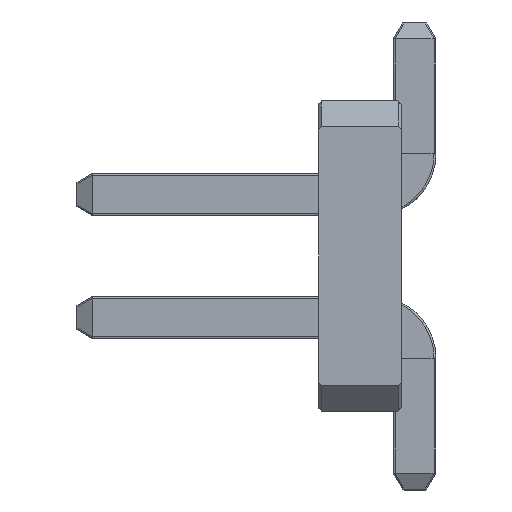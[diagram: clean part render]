
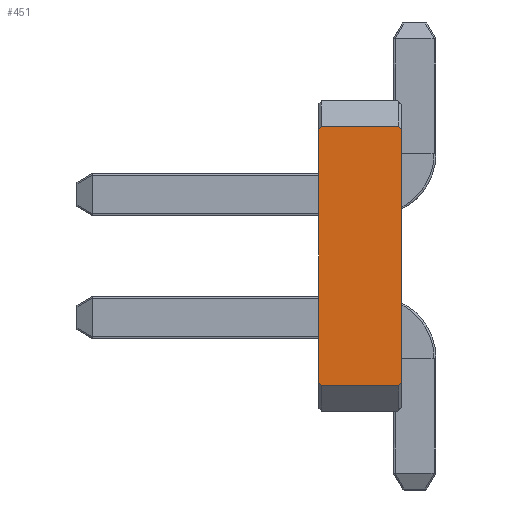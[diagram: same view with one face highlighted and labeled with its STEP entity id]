
A CAD part, left-side view. The second image highlights one B-rep face of the part: STEP entity #451.
In plain terms, the highlighted planar face has unit normal (-1, 0, 0).
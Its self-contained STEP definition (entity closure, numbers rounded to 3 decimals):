
#69 = VECTOR ( 'NONE', #1820, 1000. ) ;
#82 = ORIENTED_EDGE ( 'NONE', *, *, #1625, .T. ) ;
#86 = CARTESIAN_POINT ( 'NONE',  ( -0.635, 0.85, -1.34 ) ) ;
#114 = VECTOR ( 'NONE', #2943, 1000. ) ;
#139 = EDGE_CURVE ( 'NONE', #785, #316, #764, .T. ) ;
#208 = ORIENTED_EDGE ( 'NONE', *, *, #953, .T. ) ;
#226 = EDGE_CURVE ( 'NONE', #2682, #987, #854, .T. ) ;
#316 = VERTEX_POINT ( 'NONE', #1900 ) ;
#399 = CARTESIAN_POINT ( 'NONE',  ( -0.635, 0.85, -1.34 ) ) ;
#451 = ADVANCED_FACE ( 'NONE', ( #1723 ), #2776, .F. ) ;
#471 = CARTESIAN_POINT ( 'NONE',  ( -0.635, 0.85, 1.305 ) ) ;
#556 = LINE ( 'NONE', #86, #2456 ) ;
#603 = LINE ( 'NONE', #863, #2793 ) ;
#658 = EDGE_LOOP ( 'NONE', ( #875, #975, #3364, #208, #1462, #82, #1463, #3080 ) ) ;
#675 = EDGE_CURVE ( 'NONE', #987, #3107, #556, .T. ) ;
#714 = VECTOR ( 'NONE', #3268, 1000. ) ;
#730 = CARTESIAN_POINT ( 'NONE',  ( -0.635, 1.008, 1.081 ) ) ;
#747 = DIRECTION ( 'NONE',  ( 0., 0.577, -0.816 ) ) ;
#764 = LINE ( 'NONE', #1606, #2541 ) ;
#785 = VERTEX_POINT ( 'NONE', #1796 ) ;
#801 = DIRECTION ( 'NONE',  ( 0., 0.577, 0.816 ) ) ;
#854 = LINE ( 'NONE', #3010, #714 ) ;
#863 = CARTESIAN_POINT ( 'NONE',  ( -0.635, 0., -1.34 ) ) ;
#875 = ORIENTED_EDGE ( 'NONE', *, *, #3216, .F. ) ;
#877 = VERTEX_POINT ( 'NONE', #471 ) ;
#953 = EDGE_CURVE ( 'NONE', #3107, #3334, #1924, .T. ) ;
#974 = EDGE_CURVE ( 'NONE', #3334, #2538, #603, .T. ) ;
#975 = ORIENTED_EDGE ( 'NONE', *, *, #226, .T. ) ;
#987 = VERTEX_POINT ( 'NONE', #1110 ) ;
#1043 = CARTESIAN_POINT ( 'NONE',  ( -0.635, 0.025, 1.34 ) ) ;
#1110 = CARTESIAN_POINT ( 'NONE',  ( -0.635, 0.825, -1.34 ) ) ;
#1123 = LINE ( 'NONE', #1043, #1671 ) ;
#1221 = DIRECTION ( 'NONE',  ( 0., 0., -1. ) ) ;
#1272 = EDGE_CURVE ( 'NONE', #785, #877, #2376, .T. ) ;
#1359 = DIRECTION ( 'NONE',  ( 0., -1., 0. ) ) ;
#1462 = ORIENTED_EDGE ( 'NONE', *, *, #974, .T. ) ;
#1463 = ORIENTED_EDGE ( 'NONE', *, *, #139, .F. ) ;
#1606 = CARTESIAN_POINT ( 'NONE',  ( -0.635, 0.85, 1.34 ) ) ;
#1625 = EDGE_CURVE ( 'NONE', #2538, #316, #1123, .T. ) ;
#1635 = DIRECTION ( 'NONE',  ( 0., -1., 0. ) ) ;
#1647 = DIRECTION ( 'NONE',  ( 0., 0., 1. ) ) ;
#1671 = VECTOR ( 'NONE', #801, 1000. ) ;
#1723 = FACE_OUTER_BOUND ( 'NONE', #658, .T. ) ;
#1796 = CARTESIAN_POINT ( 'NONE',  ( -0.635, 0.825, 1.34 ) ) ;
#1820 = DIRECTION ( 'NONE',  ( 0., 0., 1. ) ) ;
#1871 = LINE ( 'NONE', #2912, #69 ) ;
#1900 = CARTESIAN_POINT ( 'NONE',  ( -0.635, 0.025, 1.34 ) ) ;
#1924 = LINE ( 'NONE', #3259, #114 ) ;
#2018 = CARTESIAN_POINT ( 'NONE',  ( -0.635, 0., -1.305 ) ) ;
#2176 = CARTESIAN_POINT ( 'NONE',  ( -0.635, 0.025, -1.34 ) ) ;
#2256 = CARTESIAN_POINT ( 'NONE',  ( -0.635, 0., 1.305 ) ) ;
#2376 = LINE ( 'NONE', #730, #3155 ) ;
#2456 = VECTOR ( 'NONE', #1635, 1000. ) ;
#2508 = DIRECTION ( 'NONE',  ( 1., 0., 0. ) ) ;
#2538 = VERTEX_POINT ( 'NONE', #2256 ) ;
#2541 = VECTOR ( 'NONE', #1359, 1000. ) ;
#2598 = CARTESIAN_POINT ( 'NONE',  ( -0.635, 0.85, -1.305 ) ) ;
#2682 = VERTEX_POINT ( 'NONE', #2598 ) ;
#2776 = PLANE ( 'NONE',  #2813 ) ;
#2793 = VECTOR ( 'NONE', #1647, 1000. ) ;
#2813 = AXIS2_PLACEMENT_3D ( 'NONE', #399, #2508, #1221 ) ;
#2912 = CARTESIAN_POINT ( 'NONE',  ( -0.635, 0.85, -1.34 ) ) ;
#2943 = DIRECTION ( 'NONE',  ( 0., -0.577, 0.816 ) ) ;
#3010 = CARTESIAN_POINT ( 'NONE',  ( -0.635, 1.008, -1.081 ) ) ;
#3080 = ORIENTED_EDGE ( 'NONE', *, *, #1272, .T. ) ;
#3107 = VERTEX_POINT ( 'NONE', #2176 ) ;
#3155 = VECTOR ( 'NONE', #747, 1000. ) ;
#3216 = EDGE_CURVE ( 'NONE', #2682, #877, #1871, .T. ) ;
#3259 = CARTESIAN_POINT ( 'NONE',  ( -0.635, 0.025, -1.34 ) ) ;
#3268 = DIRECTION ( 'NONE',  ( 0., -0.577, -0.816 ) ) ;
#3334 = VERTEX_POINT ( 'NONE', #2018 ) ;
#3364 = ORIENTED_EDGE ( 'NONE', *, *, #675, .T. ) ;
